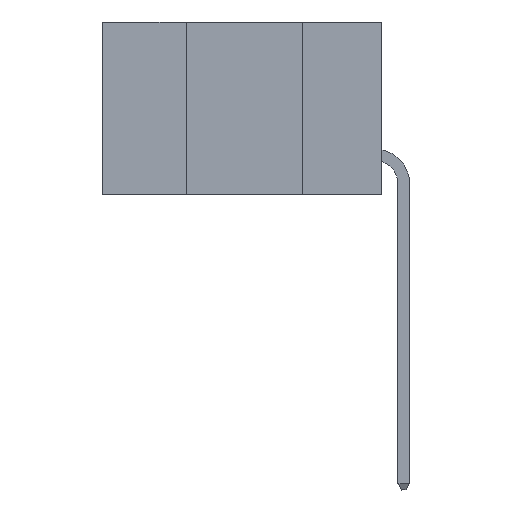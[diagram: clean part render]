
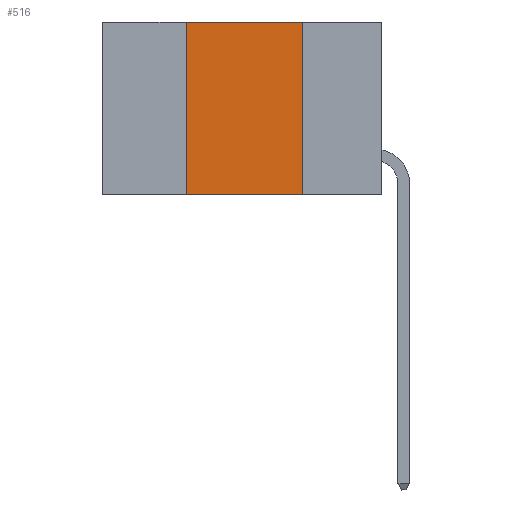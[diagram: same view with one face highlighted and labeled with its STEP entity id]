
A CAD part, left-side view. The second image highlights one B-rep face of the part: STEP entity #516.
In plain terms, the highlighted planar face has unit normal (-1, 0, 0).
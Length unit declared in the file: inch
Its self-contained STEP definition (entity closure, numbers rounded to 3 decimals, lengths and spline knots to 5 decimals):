
#516 = ADVANCED_FACE ( 'NONE', ( #13940 ), #9538, .F. ) ;
#3891 = DIRECTION ( 'NONE',  ( 0., -1., 0. ) ) ;
#4421 = LINE ( 'NONE', #20169, #18180 ) ;
#4575 = LINE ( 'NONE', #20713, #16910 ) ;
#5582 = CARTESIAN_POINT ( 'NONE',  ( 0., 0.42, -0.37 ) ) ;
#5610 = EDGE_CURVE ( 'NONE', #15732, #21250, #4421, .T. ) ;
#5799 = DIRECTION ( 'NONE',  ( 1., 0., 0. ) ) ;
#5831 = VERTEX_POINT ( 'NONE', #11218 ) ;
#9538 = PLANE ( 'NONE',  #23120 ) ;
#10015 = DIRECTION ( 'NONE',  ( 0., 0., -1. ) ) ;
#10308 = VERTEX_POINT ( 'NONE', #19341 ) ;
#10631 = CARTESIAN_POINT ( 'NONE',  ( 0., 0.42, 0. ) ) ;
#11218 = CARTESIAN_POINT ( 'NONE',  ( 0., 0.17, 0. ) ) ;
#11338 = EDGE_CURVE ( 'NONE', #5831, #21250, #4575, .T. ) ;
#11659 = EDGE_CURVE ( 'NONE', #10308, #5831, #17179, .T. ) ;
#12881 = ORIENTED_EDGE ( 'NONE', *, *, #11659, .F. ) ;
#13147 = ORIENTED_EDGE ( 'NONE', *, *, #5610, .T. ) ;
#13466 = DIRECTION ( 'NONE',  ( 0., 0., -1. ) ) ;
#13940 = FACE_OUTER_BOUND ( 'NONE', #20324, .T. ) ;
#15512 = ORIENTED_EDGE ( 'NONE', *, *, #18622, .F. ) ;
#15732 = VERTEX_POINT ( 'NONE', #5582 ) ;
#15735 = CARTESIAN_POINT ( 'NONE',  ( 0., 0.6, 0. ) ) ;
#16910 = VECTOR ( 'NONE', #10015, 39.37008 ) ;
#17179 = LINE ( 'NONE', #15735, #21470 ) ;
#18180 = VECTOR ( 'NONE', #3891, 39.37008 ) ;
#18622 = EDGE_CURVE ( 'NONE', #15732, #10308, #22050, .T. ) ;
#19341 = CARTESIAN_POINT ( 'NONE',  ( 0., 0.42, 0. ) ) ;
#20061 = VECTOR ( 'NONE', #23248, 39.37008 ) ;
#20169 = CARTESIAN_POINT ( 'NONE',  ( 0., 0.6, -0.37 ) ) ;
#20324 = EDGE_LOOP ( 'NONE', ( #21557, #12881, #15512, #13147 ) ) ;
#20713 = CARTESIAN_POINT ( 'NONE',  ( 0., 0.17, 0. ) ) ;
#21250 = VERTEX_POINT ( 'NONE', #23757 ) ;
#21470 = VECTOR ( 'NONE', #22474, 39.37008 ) ;
#21557 = ORIENTED_EDGE ( 'NONE', *, *, #11338, .F. ) ;
#22050 = LINE ( 'NONE', #10631, #20061 ) ;
#22474 = DIRECTION ( 'NONE',  ( 0., -1., 0. ) ) ;
#22622 = CARTESIAN_POINT ( 'NONE',  ( 0., 0.6, 0. ) ) ;
#23120 = AXIS2_PLACEMENT_3D ( 'NONE', #22622, #5799, #13466 ) ;
#23248 = DIRECTION ( 'NONE',  ( 0., 0., 1. ) ) ;
#23757 = CARTESIAN_POINT ( 'NONE',  ( 0., 0.17, -0.37 ) ) ;
